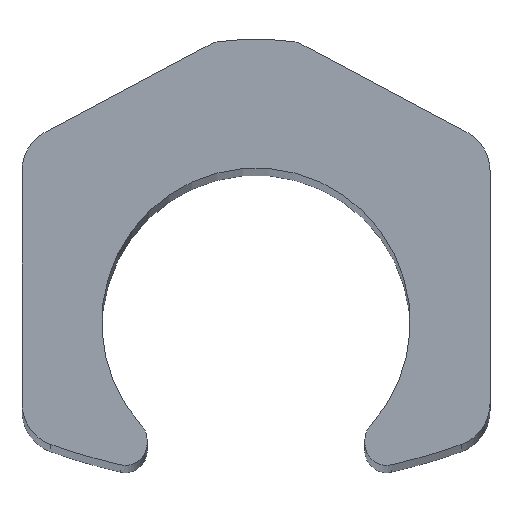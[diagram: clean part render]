
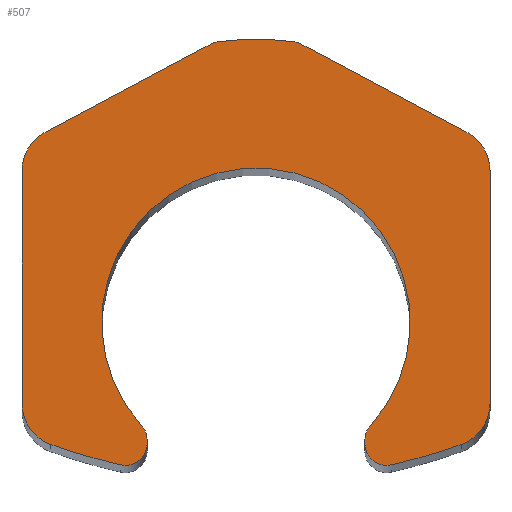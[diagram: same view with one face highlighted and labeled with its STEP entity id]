
A CAD part, top view. The second image highlights one B-rep face of the part: STEP entity #507.
In plain terms, the highlighted planar face has unit normal (0, 0, 1).
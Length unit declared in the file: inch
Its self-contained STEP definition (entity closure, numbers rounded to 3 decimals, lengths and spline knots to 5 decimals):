
#112=DIRECTION('',(0.883,0.469,0.));
#113=VECTOR('',#112,1.07847);
#114=CARTESIAN_POINT('',(-1.21037,1.09074,0.));
#115=LINE('',#114,#113);
#116=CARTESIAN_POINT('',(-0.19945,1.48668,0.));
#117=DIRECTION('',(0.,0.,-1.));
#118=DIRECTION('',(-0.469,0.883,0.));
#119=AXIS2_PLACEMENT_3D('',#116,#117,#118);
#121=CARTESIAN_POINT('',(0.,0.,0.));
#122=DIRECTION('',(0.,0.,1.));
#123=DIRECTION('',(0.133,0.991,0.));
#124=AXIS2_PLACEMENT_3D('',#121,#122,#123);
#126=CARTESIAN_POINT('',(0.19945,1.48668,0.));
#127=DIRECTION('',(0.,0.,1.));
#128=DIRECTION('',(0.469,0.883,0.));
#129=AXIS2_PLACEMENT_3D('',#126,#127,#128);
#131=DIRECTION('',(0.883,-0.469,0.));
#132=VECTOR('',#131,1.07847);
#133=CARTESIAN_POINT('',(0.25813,1.59705,0.));
#134=LINE('',#133,#132);
#135=CARTESIAN_POINT('',(1.093,0.87,0.));
#136=DIRECTION('',(0.,0.,-1.));
#137=DIRECTION('',(0.469,0.883,0.));
#138=AXIS2_PLACEMENT_3D('',#135,#136,#137);
#140=DIRECTION('',(0.,-1.,0.));
#141=VECTOR('',#140,1.3364);
#142=CARTESIAN_POINT('',(1.343,0.87,0.));
#143=LINE('',#142,#141);
#144=CARTESIAN_POINT('',(1.093,-0.4664,0.));
#145=DIRECTION('',(0.,0.,-1.));
#146=DIRECTION('',(1.,0.,0.));
#147=AXIS2_PLACEMENT_3D('',#144,#145,#146);
#149=CARTESIAN_POINT('',(0.,2.59429,0.));
#150=DIRECTION('',(0.,0.,-1.));
#151=DIRECTION('',(0.336,-0.942,0.));
#152=AXIS2_PLACEMENT_3D('',#149,#150,#151);
#154=CARTESIAN_POINT('',(0.75,-0.69632,0.));
#155=DIRECTION('',(0.,0.,-1.));
#156=DIRECTION('',(0.222,-0.975,0.));
#157=AXIS2_PLACEMENT_3D('',#154,#155,#156);
#159=DIRECTION('',(0.,1.,0.));
#160=VECTOR('',#159,0.01986);
#161=CARTESIAN_POINT('',(0.625,-0.69632,0.));
#162=LINE('',#161,#160);
#163=CARTESIAN_POINT('',(0.75,-0.67646,0.));
#164=DIRECTION('',(0.,0.,-1.));
#165=DIRECTION('',(-1.,0.,0.));
#166=AXIS2_PLACEMENT_3D('',#163,#164,#165);
#168=CARTESIAN_POINT('',(0.,0.,0.));
#169=DIRECTION('',(0.,0.,1.));
#170=DIRECTION('',(0.743,-0.67,0.));
#171=AXIS2_PLACEMENT_3D('',#168,#169,#170);
#173=CARTESIAN_POINT('',(-0.75,-0.67646,0.));
#174=DIRECTION('',(0.,0.,-1.));
#175=DIRECTION('',(0.743,0.67,0.));
#176=AXIS2_PLACEMENT_3D('',#173,#174,#175);
#178=DIRECTION('',(0.,-1.,0.));
#179=VECTOR('',#178,0.01986);
#180=CARTESIAN_POINT('',(-0.625,-0.67646,0.));
#181=LINE('',#180,#179);
#182=CARTESIAN_POINT('',(-0.75,-0.69632,0.));
#183=DIRECTION('',(0.,0.,-1.));
#184=DIRECTION('',(1.,0.,0.));
#185=AXIS2_PLACEMENT_3D('',#182,#183,#184);
#187=CARTESIAN_POINT('',(0.,2.59429,0.));
#188=DIRECTION('',(0.,0.,-1.));
#189=DIRECTION('',(-0.222,-0.975,0.));
#190=AXIS2_PLACEMENT_3D('',#187,#188,#189);
#192=CARTESIAN_POINT('',(-1.093,-0.4664,0.));
#193=DIRECTION('',(0.,0.,-1.));
#194=DIRECTION('',(-0.336,-0.942,0.));
#195=AXIS2_PLACEMENT_3D('',#192,#193,#194);
#197=DIRECTION('',(0.,1.,0.));
#198=VECTOR('',#197,1.3364);
#199=CARTESIAN_POINT('',(-1.343,-0.4664,0.));
#200=LINE('',#199,#198);
#201=CARTESIAN_POINT('',(-1.093,0.87,0.));
#202=DIRECTION('',(0.,0.,-1.));
#203=DIRECTION('',(-1.,0.,0.));
#204=AXIS2_PLACEMENT_3D('',#201,#202,#203);
#380=CARTESIAN_POINT('',(-0.25813,1.59705,0.));
#381=CARTESIAN_POINT('',(-0.21607,1.61057,0.));
#382=VERTEX_POINT('',#380);
#383=VERTEX_POINT('',#381);
#384=CARTESIAN_POINT('',(-1.21037,1.09074,0.));
#385=VERTEX_POINT('',#384);
#386=CARTESIAN_POINT('',(-1.343,0.87,0.));
#387=VERTEX_POINT('',#386);
#388=CARTESIAN_POINT('',(-1.343,-0.4664,0.));
#389=VERTEX_POINT('',#388);
#390=CARTESIAN_POINT('',(-1.17708,-0.70184,0.));
#391=VERTEX_POINT('',#390);
#392=CARTESIAN_POINT('',(-0.625,-0.67646,0.));
#393=CARTESIAN_POINT('',(-0.625,-0.69632,0.));
#394=VERTEX_POINT('',#392);
#395=VERTEX_POINT('',#393);
#396=CARTESIAN_POINT('',(-0.65718,-0.59274,0.));
#397=VERTEX_POINT('',#396);
#398=CARTESIAN_POINT('',(0.65718,-0.59274,0.));
#399=VERTEX_POINT('',#398);
#400=CARTESIAN_POINT('',(0.625,-0.67646,0.));
#401=VERTEX_POINT('',#400);
#402=CARTESIAN_POINT('',(0.625,-0.69632,0.));
#403=VERTEX_POINT('',#402);
#404=CARTESIAN_POINT('',(1.343,-0.4664,0.));
#405=CARTESIAN_POINT('',(1.17708,-0.70184,0.));
#406=VERTEX_POINT('',#404);
#407=VERTEX_POINT('',#405);
#408=CARTESIAN_POINT('',(1.343,0.87,0.));
#409=VERTEX_POINT('',#408);
#410=CARTESIAN_POINT('',(1.21037,1.09074,0.));
#411=VERTEX_POINT('',#410);
#412=CARTESIAN_POINT('',(0.25813,1.59705,0.));
#413=VERTEX_POINT('',#412);
#448=CARTESIAN_POINT('',(-0.77778,-0.81819,0.));
#449=VERTEX_POINT('',#448);
#450=CARTESIAN_POINT('',(0.77778,-0.81819,0.));
#451=VERTEX_POINT('',#450);
#456=CARTESIAN_POINT('',(0.21607,1.61057,0.));
#457=VERTEX_POINT('',#456);
#460=CARTESIAN_POINT('',(0.,0.,0.));
#461=DIRECTION('',(0.,0.,1.));
#462=DIRECTION('',(1.,0.,0.));
#463=AXIS2_PLACEMENT_3D('',#460,#461,#462);
#464=PLANE('',#463);
#466=ORIENTED_EDGE('',*,*,#465,.T.);
#468=ORIENTED_EDGE('',*,*,#467,.T.);
#470=ORIENTED_EDGE('',*,*,#469,.F.);
#472=ORIENTED_EDGE('',*,*,#471,.F.);
#474=ORIENTED_EDGE('',*,*,#473,.T.);
#476=ORIENTED_EDGE('',*,*,#475,.T.);
#478=ORIENTED_EDGE('',*,*,#477,.T.);
#480=ORIENTED_EDGE('',*,*,#479,.T.);
#482=ORIENTED_EDGE('',*,*,#481,.T.);
#484=ORIENTED_EDGE('',*,*,#483,.T.);
#486=ORIENTED_EDGE('',*,*,#485,.T.);
#488=ORIENTED_EDGE('',*,*,#487,.T.);
#490=ORIENTED_EDGE('',*,*,#489,.T.);
#492=ORIENTED_EDGE('',*,*,#491,.T.);
#494=ORIENTED_EDGE('',*,*,#493,.T.);
#496=ORIENTED_EDGE('',*,*,#495,.T.);
#498=ORIENTED_EDGE('',*,*,#497,.T.);
#500=ORIENTED_EDGE('',*,*,#499,.T.);
#502=ORIENTED_EDGE('',*,*,#501,.T.);
#504=ORIENTED_EDGE('',*,*,#503,.T.);
#505=EDGE_LOOP('',(#466,#468,#470,#472,#474,#476,#478,#480,#482,#484,#486,#488,
#490,#492,#494,#496,#498,#500,#502,#504));
#506=FACE_OUTER_BOUND('',#505,.F.);
#507=ADVANCED_FACE('',(#506),#464,.T.);
#120=CIRCLE('',#119,0.125);
#125=CIRCLE('',#124,1.625);
#130=CIRCLE('',#129,0.125);
#139=CIRCLE('',#138,0.25);
#148=CIRCLE('',#147,0.25);
#153=CIRCLE('',#152,3.5);
#158=CIRCLE('',#157,0.125);
#167=CIRCLE('',#166,0.125);
#172=CIRCLE('',#171,0.885);
#177=CIRCLE('',#176,0.125);
#186=CIRCLE('',#185,0.125);
#191=CIRCLE('',#190,3.5);
#196=CIRCLE('',#195,0.25);
#205=CIRCLE('',#204,0.25);
#465=EDGE_CURVE('',#385,#382,#115,.T.);
#467=EDGE_CURVE('',#382,#383,#120,.T.);
#469=EDGE_CURVE('',#457,#383,#125,.T.);
#471=EDGE_CURVE('',#413,#457,#130,.T.);
#473=EDGE_CURVE('',#413,#411,#134,.T.);
#475=EDGE_CURVE('',#411,#409,#139,.T.);
#477=EDGE_CURVE('',#409,#406,#143,.T.);
#479=EDGE_CURVE('',#406,#407,#148,.T.);
#481=EDGE_CURVE('',#407,#451,#153,.T.);
#483=EDGE_CURVE('',#451,#403,#158,.T.);
#485=EDGE_CURVE('',#403,#401,#162,.T.);
#487=EDGE_CURVE('',#401,#399,#167,.T.);
#489=EDGE_CURVE('',#399,#397,#172,.T.);
#491=EDGE_CURVE('',#397,#394,#177,.T.);
#493=EDGE_CURVE('',#394,#395,#181,.T.);
#495=EDGE_CURVE('',#395,#449,#186,.T.);
#497=EDGE_CURVE('',#449,#391,#191,.T.);
#499=EDGE_CURVE('',#391,#389,#196,.T.);
#501=EDGE_CURVE('',#389,#387,#200,.T.);
#503=EDGE_CURVE('',#387,#385,#205,.T.);
